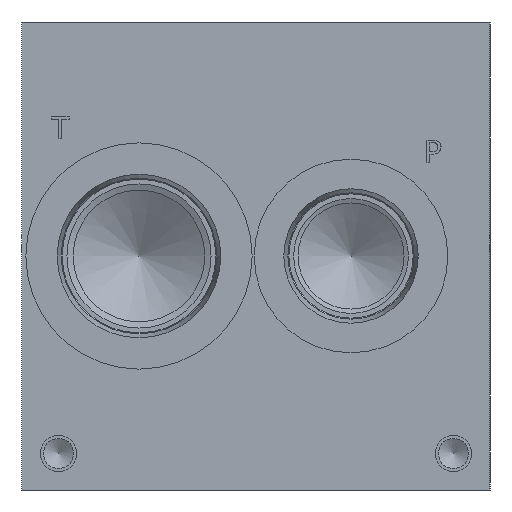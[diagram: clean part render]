
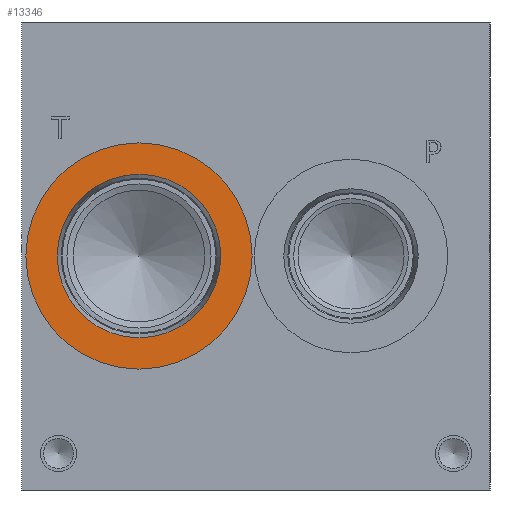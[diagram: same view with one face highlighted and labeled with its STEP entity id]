
A CAD part, left-side view. The second image highlights one B-rep face of the part: STEP entity #13346.
In plain terms, the highlighted planar face has unit normal (-1, 0, 0).
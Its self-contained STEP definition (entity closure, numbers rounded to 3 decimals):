
#231=CIRCLE('',#13980,24.562);
#232=CIRCLE('',#13981,24.562);
#233=CIRCLE('',#13983,17.755);
#234=CIRCLE('',#13984,17.755);
#514=FACE_BOUND('',#2342,.T.);
#1579=FACE_OUTER_BOUND('',#2341,.T.);
#2341=EDGE_LOOP('',(#11193,#11194));
#2342=EDGE_LOOP('',(#11195,#11196));
#6063=VERTEX_POINT('',#22402);
#6064=VERTEX_POINT('',#22404);
#6065=VERTEX_POINT('',#22408);
#6066=VERTEX_POINT('',#22409);
#7841=EDGE_CURVE('',#6063,#6064,#231,.T.);
#7842=EDGE_CURVE('',#6064,#6063,#232,.T.);
#7843=EDGE_CURVE('',#6065,#6066,#233,.T.);
#7844=EDGE_CURVE('',#6066,#6065,#234,.T.);
#11193=ORIENTED_EDGE('',*,*,#7842,.F.);
#11194=ORIENTED_EDGE('',*,*,#7841,.F.);
#11195=ORIENTED_EDGE('',*,*,#7843,.T.);
#11196=ORIENTED_EDGE('',*,*,#7844,.T.);
#12253=PLANE('',#13982);
#13346=ADVANCED_FACE('',(#1579,#514),#12253,.F.);
#13980=AXIS2_PLACEMENT_3D('',#22405,#16447,#16448);
#13981=AXIS2_PLACEMENT_3D('',#22406,#16449,#16450);
#13982=AXIS2_PLACEMENT_3D('',#22407,#16451,#16452);
#13983=AXIS2_PLACEMENT_3D('',#22410,#16453,#16454);
#13984=AXIS2_PLACEMENT_3D('',#22411,#16455,#16456);
#16447=DIRECTION('center_axis',(1.,0.,0.));
#16448=DIRECTION('ref_axis',(0.,0.,-1.));
#16449=DIRECTION('center_axis',(1.,0.,0.));
#16450=DIRECTION('ref_axis',(0.,0.,-1.));
#16451=DIRECTION('center_axis',(1.,0.,0.));
#16452=DIRECTION('ref_axis',(0.,0.,-1.));
#16453=DIRECTION('center_axis',(1.,0.,0.));
#16454=DIRECTION('ref_axis',(0.,0.,-1.));
#16455=DIRECTION('center_axis',(1.,0.,0.));
#16456=DIRECTION('ref_axis',(0.,0.,-1.));
#22402=CARTESIAN_POINT('',(0.787,76.2,26.238));
#22404=CARTESIAN_POINT('',(0.787,76.2,75.362));
#22405=CARTESIAN_POINT('Origin',(0.787,76.2,50.8));
#22406=CARTESIAN_POINT('Origin',(0.787,76.2,50.8));
#22407=CARTESIAN_POINT('Origin',(0.787,76.2,68.555));
#22408=CARTESIAN_POINT('',(0.787,76.2,68.555));
#22409=CARTESIAN_POINT('',(0.787,76.2,33.045));
#22410=CARTESIAN_POINT('Origin',(0.787,76.2,50.8));
#22411=CARTESIAN_POINT('Origin',(0.787,76.2,50.8));
